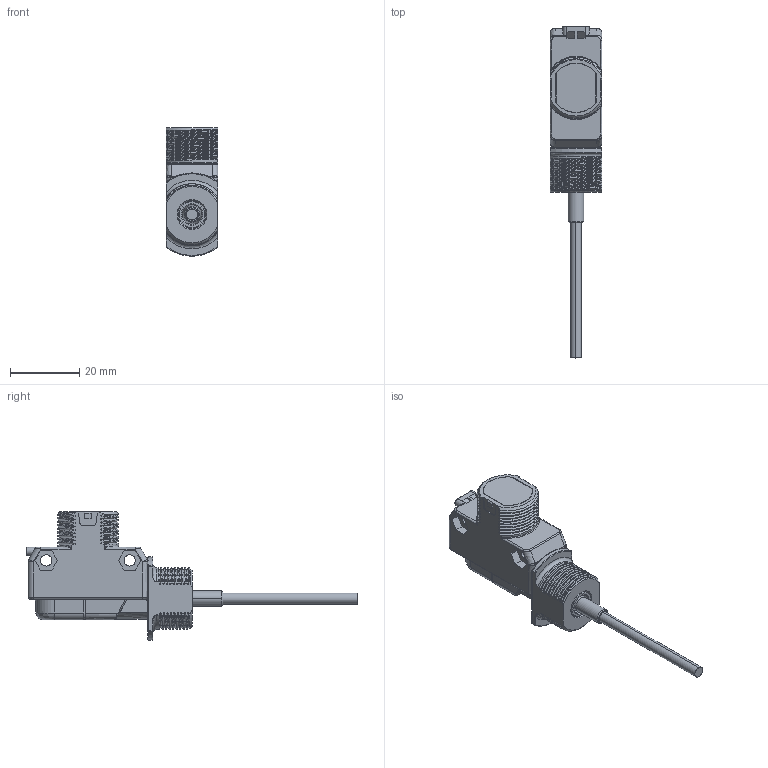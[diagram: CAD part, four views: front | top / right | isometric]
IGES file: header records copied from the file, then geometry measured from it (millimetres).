
Start section:  PTC IGES file: 156688.igs
Global section: file name: 156688.igs; native system: Pro/ENGINEER by Parametric Technology Corporation; preprocessor: 2009141; author: banengservice; organization: Unknown; date: 20110209.100745; units: inch
Bounding box: 15 x 95.79 x 37.02 mm (x, y, z)
Volume: 14598.4 mm3; surface area: 7569.8 mm2
Topology: 1 solids, 2 shells, 568 faces, 1486 edges, 935 vertices
Faces by surface type: bspline 321, revolution 247
